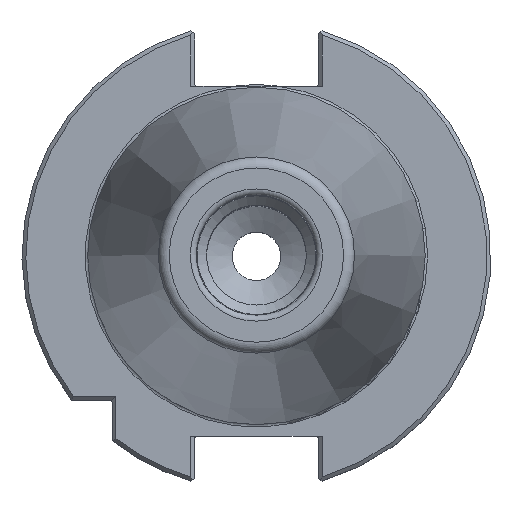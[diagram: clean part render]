
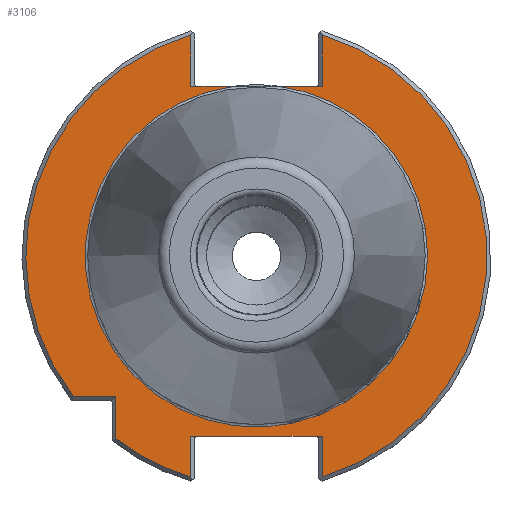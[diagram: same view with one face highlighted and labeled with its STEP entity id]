
A CAD part, top view. The second image highlights one B-rep face of the part: STEP entity #3106.
In plain terms, the highlighted planar face has unit normal (0, 0, 1).
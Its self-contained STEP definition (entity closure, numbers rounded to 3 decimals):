
#54=LINE('',#4517,#150);
#58=LINE('',#4533,#154);
#70=LINE('',#4678,#166);
#75=LINE('',#4692,#171);
#96=LINE('',#4758,#192);
#97=LINE('',#4760,#193);
#98=LINE('',#4762,#194);
#99=LINE('',#4763,#195);
#100=LINE('',#4764,#196);
#150=VECTOR('',#3744,1000.);
#154=VECTOR('',#3754,1000.);
#166=VECTOR('',#3830,1000.);
#171=VECTOR('',#3841,1000.);
#192=VECTOR('',#3900,1000.);
#193=VECTOR('',#3903,1000.);
#194=VECTOR('',#3904,1000.);
#195=VECTOR('',#3905,1000.);
#196=VECTOR('',#3906,1000.);
#328=PLANE('',#3357);
#818=ORIENTED_EDGE('',*,*,#1134,.T.);
#819=ORIENTED_EDGE('',*,*,#1210,.T.);
#820=ORIENTED_EDGE('',*,*,#1211,.F.);
#821=ORIENTED_EDGE('',*,*,#1212,.T.);
#822=ORIENTED_EDGE('',*,*,#1136,.T.);
#823=ORIENTED_EDGE('',*,*,#1180,.T.);
#824=ORIENTED_EDGE('',*,*,#1213,.F.);
#825=ORIENTED_EDGE('',*,*,#1132,.F.);
#826=ORIENTED_EDGE('',*,*,#1214,.F.);
#827=ORIENTED_EDGE('',*,*,#1173,.T.);
#828=ORIENTED_EDGE('',*,*,#1129,.T.);
#829=ORIENTED_EDGE('',*,*,#1128,.T.);
#830=ORIENTED_EDGE('',*,*,#1121,.T.);
#1121=EDGE_CURVE('',#1390,#1389,#54,.T.);
#1128=EDGE_CURVE('',#1393,#1390,#58,.T.);
#1129=EDGE_CURVE('',#1395,#1393,#1558,.T.);
#1132=EDGE_CURVE('',#1397,#1396,#1560,.T.);
#1134=EDGE_CURVE('',#1389,#1398,#1561,.T.);
#1136=EDGE_CURVE('',#1401,#1400,#1562,.T.);
#1173=EDGE_CURVE('',#1424,#1395,#70,.T.);
#1180=EDGE_CURVE('',#1400,#1429,#75,.T.);
#1210=EDGE_CURVE('',#1398,#1447,#96,.T.);
#1211=EDGE_CURVE('',#1448,#1447,#97,.T.);
#1212=EDGE_CURVE('',#1448,#1401,#98,.T.);
#1213=EDGE_CURVE('',#1396,#1429,#99,.T.);
#1214=EDGE_CURVE('',#1424,#1397,#100,.T.);
#1389=VERTEX_POINT('',#4516);
#1390=VERTEX_POINT('',#4518);
#1393=VERTEX_POINT('',#4529);
#1395=VERTEX_POINT('',#4536);
#1396=VERTEX_POINT('',#4543);
#1397=VERTEX_POINT('',#4544);
#1398=VERTEX_POINT('',#4551);
#1400=VERTEX_POINT('',#4559);
#1401=VERTEX_POINT('',#4561);
#1424=VERTEX_POINT('',#4679);
#1429=VERTEX_POINT('',#4691);
#1447=VERTEX_POINT('',#4757);
#1448=VERTEX_POINT('',#4761);
#1558=CIRCLE('',#3304,47.95);
#1560=CIRCLE('',#3307,35.591);
#1561=CIRCLE('',#3309,47.95);
#1562=CIRCLE('',#3311,47.95);
#1748=EDGE_LOOP('',(#818,#819,#820,#821,#822,#823,#824,#825,#826,#827,#828,
#829,#830));
#1952=FACE_BOUND('',#1748,.T.);
#3106=ADVANCED_FACE('',(#1952),#328,.T.);
#3304=AXIS2_PLACEMENT_3D('',#4535,#3757,#3758);
#3307=AXIS2_PLACEMENT_3D('',#4545,#3763,#3764);
#3309=AXIS2_PLACEMENT_3D('',#4552,#3767,#3768);
#3311=AXIS2_PLACEMENT_3D('',#4560,#3771,#3772);
#3357=AXIS2_PLACEMENT_3D('',#4759,#3901,#3902);
#3744=DIRECTION('',(0.,-1.,0.));
#3754=DIRECTION('',(1.,0.,0.));
#3757=DIRECTION('',(0.,0.,1.));
#3758=DIRECTION('',(1.,0.,0.));
#3763=DIRECTION('',(0.,0.,1.));
#3764=DIRECTION('',(1.,0.,0.));
#3767=DIRECTION('',(0.,0.,1.));
#3768=DIRECTION('',(1.,0.,0.));
#3771=DIRECTION('',(0.,0.,1.));
#3772=DIRECTION('',(1.,0.,0.));
#3830=DIRECTION('',(0.,1.,0.));
#3841=DIRECTION('',(0.,-1.,0.));
#3900=DIRECTION('',(0.,1.,0.));
#3901=DIRECTION('',(0.,0.,1.));
#3902=DIRECTION('',(1.,0.,0.));
#3903=DIRECTION('',(-1.,0.,0.));
#3904=DIRECTION('',(0.,-1.,0.));
#3905=DIRECTION('',(1.,0.,0.));
#3906=DIRECTION('',(1.,0.,0.));
#4516=CARTESIAN_POINT('',(-29.2,-38.034,-3.2));
#4517=CARTESIAN_POINT('',(-29.2,-38.616,-3.2));
#4518=CARTESIAN_POINT('',(-29.2,-29.2,-3.2));
#4529=CARTESIAN_POINT('',(-38.034,-29.2,-3.2));
#4533=CARTESIAN_POINT('',(-30.,-29.2,-3.2));
#4535=CARTESIAN_POINT('',(0.,0.,-3.2));
#4536=CARTESIAN_POINT('',(-13.65,45.966,-3.2));
#4543=CARTESIAN_POINT('',(4.543,35.3,-3.2));
#4544=CARTESIAN_POINT('',(-4.543,35.3,-3.2));
#4545=CARTESIAN_POINT('',(0.,0.,-3.2));
#4551=CARTESIAN_POINT('',(-13.65,-45.966,-3.2));
#4552=CARTESIAN_POINT('',(0.,0.,-3.2));
#4559=CARTESIAN_POINT('',(13.65,45.966,-3.2));
#4560=CARTESIAN_POINT('',(0.,0.,-3.2));
#4561=CARTESIAN_POINT('',(13.65,-45.966,-3.2));
#4678=CARTESIAN_POINT('',(-13.65,47.181,-3.2));
#4679=CARTESIAN_POINT('',(-13.65,35.3,-3.2));
#4691=CARTESIAN_POINT('',(13.65,35.3,-3.2));
#4692=CARTESIAN_POINT('',(13.65,35.3,-3.2));
#4757=CARTESIAN_POINT('',(-13.65,-37.5,-3.2));
#4758=CARTESIAN_POINT('',(-13.65,-37.5,-3.2));
#4759=CARTESIAN_POINT('',(35.591,0.,-3.2));
#4760=CARTESIAN_POINT('',(12.85,-37.5,-3.2));
#4761=CARTESIAN_POINT('',(13.65,-37.5,-3.2));
#4762=CARTESIAN_POINT('',(13.65,-47.181,-3.2));
#4763=CARTESIAN_POINT('',(-12.85,35.3,-3.2));
#4764=CARTESIAN_POINT('',(-12.85,35.3,-3.2));
